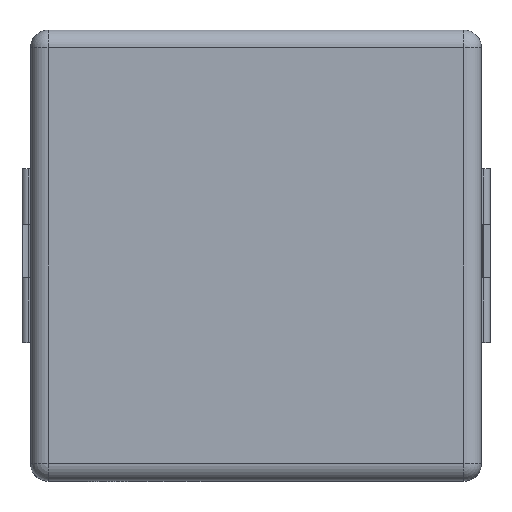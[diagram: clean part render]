
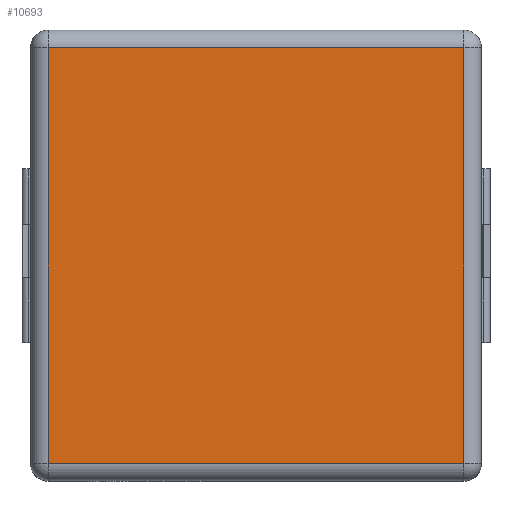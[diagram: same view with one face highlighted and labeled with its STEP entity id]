
A CAD part, top view. The second image highlights one B-rep face of the part: STEP entity #10693.
In plain terms, the highlighted planar face has unit normal (0, 0, 1).
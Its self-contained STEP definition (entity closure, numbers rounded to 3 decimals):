
#596 = DIRECTION ( 'NONE',  ( 1., 0., 0. ) ) ;
#654 = CARTESIAN_POINT ( 'NONE',  ( -2.4, -2.6, 2.92 ) ) ;
#802 = CARTESIAN_POINT ( 'NONE',  ( 2.4, -2.4, 2.92 ) ) ;
#1009 = DIRECTION ( 'NONE',  ( 1., 0., 0. ) ) ;
#1098 = DIRECTION ( 'NONE',  ( -1., 0., 0. ) ) ;
#1130 = VECTOR ( 'NONE', #1009, 1000. ) ;
#1675 = CARTESIAN_POINT ( 'NONE',  ( -2.4, 2.4, 2.92 ) ) ;
#2069 = CARTESIAN_POINT ( 'NONE',  ( 2.6, -2.4, 2.92 ) ) ;
#2851 = VECTOR ( 'NONE', #12636, 1000. ) ;
#3253 = ORIENTED_EDGE ( 'NONE', *, *, #5773, .T. ) ;
#3869 = VECTOR ( 'NONE', #1098, 1000. ) ;
#4048 = LINE ( 'NONE', #2069, #1130 ) ;
#4081 = LINE ( 'NONE', #6043, #3869 ) ;
#4090 = VECTOR ( 'NONE', #4606, 1000. ) ;
#4343 = FACE_OUTER_BOUND ( 'NONE', #7390, .T. ) ;
#4606 = DIRECTION ( 'NONE',  ( 0., -1., 0. ) ) ;
#4895 = CARTESIAN_POINT ( 'NONE',  ( -2.4, -2.4, 2.92 ) ) ;
#5686 = CARTESIAN_POINT ( 'NONE',  ( 2.4, 2.6, 2.92 ) ) ;
#5773 = EDGE_CURVE ( 'NONE', #10120, #8719, #4048, .T. ) ;
#6043 = CARTESIAN_POINT ( 'NONE',  ( -2.6, 2.4, 2.92 ) ) ;
#6479 = LINE ( 'NONE', #5686, #2851 ) ;
#6663 = VERTEX_POINT ( 'NONE', #8112 ) ;
#7326 = CARTESIAN_POINT ( 'NONE',  ( 0., 0., 2.92 ) ) ;
#7390 = EDGE_LOOP ( 'NONE', ( #11138, #3253, #10670, #12520 ) ) ;
#8112 = CARTESIAN_POINT ( 'NONE',  ( 2.4, 2.4, 2.92 ) ) ;
#8719 = VERTEX_POINT ( 'NONE', #802 ) ;
#9408 = EDGE_CURVE ( 'NONE', #6663, #9922, #4081, .T. ) ;
#9508 = AXIS2_PLACEMENT_3D ( 'NONE', #7326, #11436, #596 ) ;
#9922 = VERTEX_POINT ( 'NONE', #1675 ) ;
#10120 = VERTEX_POINT ( 'NONE', #4895 ) ;
#10649 = EDGE_CURVE ( 'NONE', #9922, #10120, #12462, .T. ) ;
#10670 = ORIENTED_EDGE ( 'NONE', *, *, #12650, .T. ) ;
#10693 = ADVANCED_FACE ( 'NONE', ( #4343 ), #12274, .T. ) ;
#11138 = ORIENTED_EDGE ( 'NONE', *, *, #10649, .T. ) ;
#11436 = DIRECTION ( 'NONE',  ( 0., 0., 1. ) ) ;
#12274 = PLANE ( 'NONE',  #9508 ) ;
#12462 = LINE ( 'NONE', #654, #4090 ) ;
#12520 = ORIENTED_EDGE ( 'NONE', *, *, #9408, .T. ) ;
#12636 = DIRECTION ( 'NONE',  ( 0., 1., 0. ) ) ;
#12650 = EDGE_CURVE ( 'NONE', #8719, #6663, #6479, .T. ) ;
